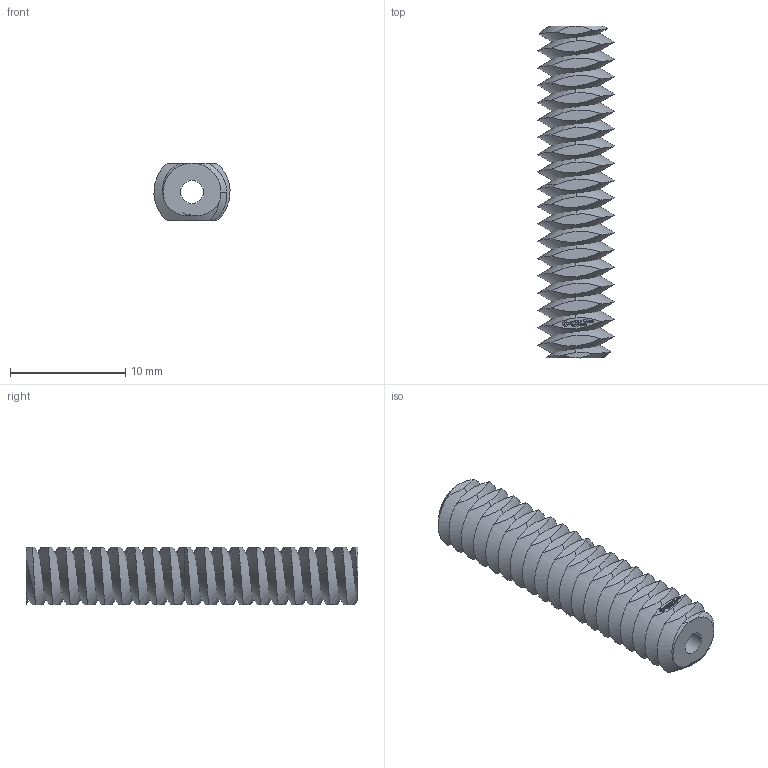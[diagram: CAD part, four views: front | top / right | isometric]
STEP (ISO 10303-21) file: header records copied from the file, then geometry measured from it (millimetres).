
FILE_DESCRIPTION(('FreeCAD Model'),'2;1');
FILE_NAME('Open CASCADE Shape Model','2023-11-29T16:38:15',(''),(''), 'Open CASCADE STEP processor 7.6','FreeCAD','Unknown');
FILE_SCHEMA(('AUTOMOTIVE_DESIGN { 1 0 10303 214 1 1 1 1 }'));
Products named in the file (1): Threaded Rod FL-RH BU01.50 - SPN-THR-0006 (stemfie.org)
Bounding box: 6.59 x 28.75 x 5 mm (x, y, z)
Volume: 522.7 mm3; surface area: 1057.7 mm2
Topology: 1 solids, 1 shells, 560 faces, 1553 edges, 1028 vertices
Faces by surface type: plane 343, extrusion 168, bspline 42, cone 6, cylinder 1
Full cylindrical faces by diameter (mm): 2 x1
Entity records: 51867 total; most frequent: CARTESIAN_POINT 22900, DIRECTION 4360, VECTOR 3623, LINE 3455, ORIENTED_EDGE 3106, PCURVE 3106, DEFINITIONAL_REPRESENTATION 3106, EDGE_CURVE 1553
